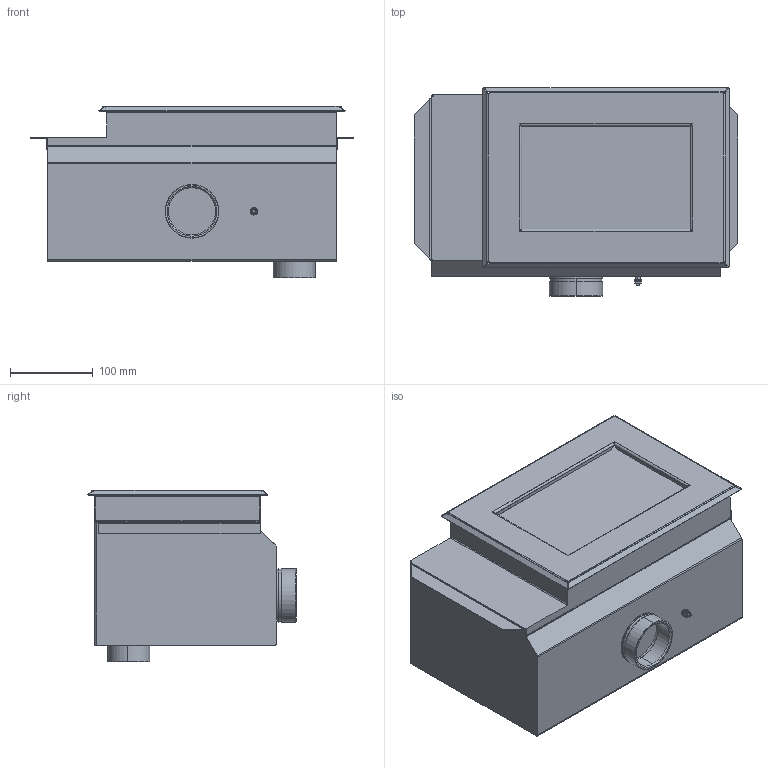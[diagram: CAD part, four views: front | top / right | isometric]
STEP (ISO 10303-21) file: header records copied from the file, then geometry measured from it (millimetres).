
FILE_DESCRIPTION (( 'STEP AP203' ), '1' );
FILE_NAME ('ÑÊ.51.0.000.00.000ÑÁ - Ñêèììåð — êîïèÿ.STEP', '2025-09-30T13:34:34', ( '' ), ( '' ), 'SwSTEP 2.0', 'SolidWorks 2022', '' );
FILE_SCHEMA (( 'CONFIG_CONTROL_DESIGN' ));
Length unit declared in the file: millimetre
Products named in the file (1): СК.51.0.000.00.000СБ - Скиммер — копия
Bounding box: 392.1 x 252.84 x 207.7 mm (x, y, z)
Volume: 11483513.3 mm3; surface area: 515623.3 mm2
Topology: 10 solids, 11 shells, 405 faces, 908 edges, 570 vertices
Faces by surface type: plane 227, cylinder 146, cone 20, bspline 12
Entity records: 11833 total; most frequent: CARTESIAN_POINT 2636, DIRECTION 1930, ORIENTED_EDGE 1816, EDGE_CURVE 908, AXIS2_PLACEMENT_3D 692, VERTEX_POINT 570, LINE 546, VECTOR 546
